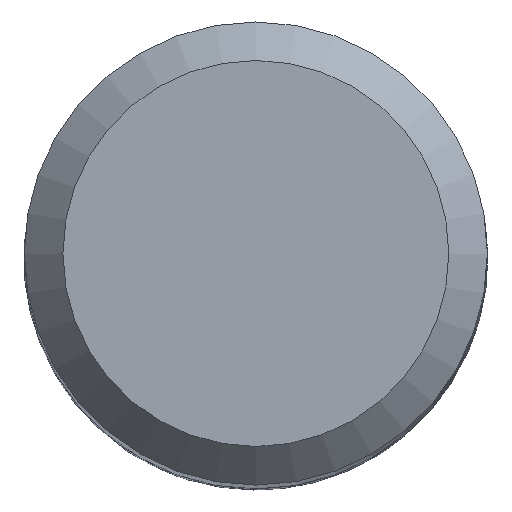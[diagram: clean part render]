
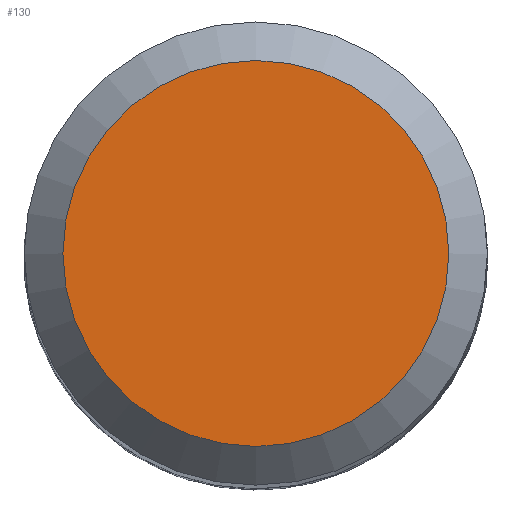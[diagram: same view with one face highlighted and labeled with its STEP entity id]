
A CAD part, top view. The second image highlights one B-rep face of the part: STEP entity #130.
In plain terms, the highlighted planar face has unit normal (0, 0, 1).
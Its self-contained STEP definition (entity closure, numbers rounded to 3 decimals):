
#108=FACE_OUTER_BOUND('',#190,.T.);
#111=PLANE('',#383);
#130=ADVANCED_FACE('CU_SU3',(#108),#111,.F.);
#190=EDGE_LOOP('',(#220));
#220=ORIENTED_EDGE('',*,*,#254,.F.);
#238=VERTEX_POINT('',#529);
#254=EDGE_CURVE('',#238,#238,#269,.T.);
#269=CIRCLE('',#382,5.);
#382=AXIS2_PLACEMENT_3D('',#528,#457,#458);
#383=AXIS2_PLACEMENT_3D('',#530,#459,#460);
#457=DIRECTION('',(0.,0.,-1.));
#458=DIRECTION('',(-1.,0.,0.));
#459=DIRECTION('',(0.,0.,-1.));
#460=DIRECTION('',(-1.,0.,0.));
#528=CARTESIAN_POINT('',(0.,0.,0.));
#529=CARTESIAN_POINT('',(-5.,0.,0.));
#530=CARTESIAN_POINT('',(0.,0.,0.));
